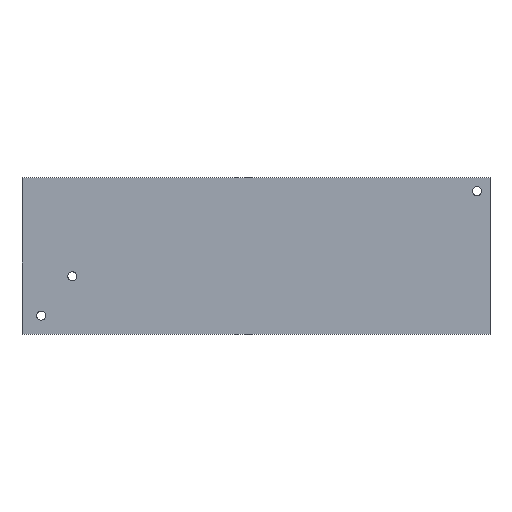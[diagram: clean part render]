
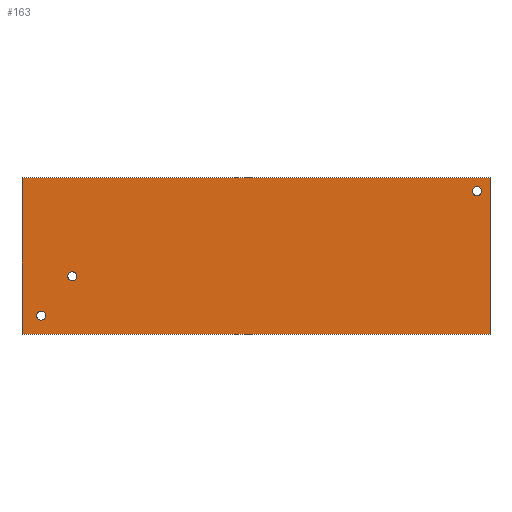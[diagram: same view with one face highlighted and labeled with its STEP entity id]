
A CAD part, top view. The second image highlights one B-rep face of the part: STEP entity #163.
In plain terms, the highlighted planar face has unit normal (0, 0, 1).
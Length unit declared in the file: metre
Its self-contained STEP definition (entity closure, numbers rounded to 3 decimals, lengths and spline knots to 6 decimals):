
#13=CIRCLE('',#182,0.003175);
#15=CIRCLE('',#185,0.003175);
#17=CIRCLE('',#189,0.003175);
#50=ORIENTED_EDGE('',*,*,#57,.F.);
#51=ORIENTED_EDGE('',*,*,#61,.T.);
#52=ORIENTED_EDGE('',*,*,#64,.T.);
#53=ORIENTED_EDGE('',*,*,#71,.F.);
#54=ORIENTED_EDGE('',*,*,#70,.F.);
#55=ORIENTED_EDGE('',*,*,#68,.F.);
#56=ORIENTED_EDGE('',*,*,#74,.F.);
#57=EDGE_CURVE('',#75,#76,#89,.T.);
#61=EDGE_CURVE('',#75,#79,#93,.T.);
#64=EDGE_CURVE('',#79,#81,#96,.T.);
#68=EDGE_CURVE('',#84,#84,#13,.T.);
#70=EDGE_CURVE('',#86,#86,#15,.T.);
#71=EDGE_CURVE('',#76,#81,#99,.T.);
#74=EDGE_CURVE('',#88,#88,#17,.T.);
#75=VERTEX_POINT('',#239);
#76=VERTEX_POINT('',#240);
#79=VERTEX_POINT('',#248);
#81=VERTEX_POINT('',#254);
#84=VERTEX_POINT('',#262);
#86=VERTEX_POINT('',#267);
#88=VERTEX_POINT('',#275);
#89=LINE('',#238,#101);
#93=LINE('',#247,#105);
#96=LINE('',#253,#108);
#99=LINE('',#269,#111);
#101=VECTOR('',#196,1.);
#105=VECTOR('',#202,1.);
#108=VECTOR('',#207,1.);
#111=VECTOR('',#224,1.);
#127=EDGE_LOOP('',(#50,#51,#52,#53));
#128=EDGE_LOOP('',(#54));
#129=EDGE_LOOP('',(#55));
#130=EDGE_LOOP('',(#56));
#145=FACE_BOUND('',#127,.T.);
#146=FACE_BOUND('',#128,.T.);
#147=FACE_BOUND('',#129,.T.);
#148=FACE_BOUND('',#130,.T.);
#154=PLANE('',#191);
#163=ADVANCED_FACE('',(#145,#146,#147,#148),#154,.T.);
#182=AXIS2_PLACEMENT_3D('',#261,#214,#215);
#185=AXIS2_PLACEMENT_3D('',#266,#220,#221);
#189=AXIS2_PLACEMENT_3D('',#274,#230,#231);
#191=AXIS2_PLACEMENT_3D('',#277,#234,#235);
#196=DIRECTION('',(0.,-1.,0.));
#202=DIRECTION('',(-1.,0.,0.));
#207=DIRECTION('',(0.,-1.,0.));
#214=DIRECTION('',(0.,0.,1.));
#215=DIRECTION('',(0.,-1.,0.));
#220=DIRECTION('',(0.,0.,1.));
#221=DIRECTION('',(0.,-1.,0.));
#224=DIRECTION('',(-1.,0.,0.));
#230=DIRECTION('',(0.,0.,1.));
#231=DIRECTION('',(0.,-1.,0.));
#234=DIRECTION('',(0.,0.,1.));
#235=DIRECTION('',(1.,0.,0.));
#238=CARTESIAN_POINT('',(0.31808,-0.080926,-0.00381));
#239=CARTESIAN_POINT('',(0.31808,-0.02092,-0.00381));
#240=CARTESIAN_POINT('',(0.31808,-0.13008,-0.00381));
#247=CARTESIAN_POINT('',(0.312503,-0.02092,-0.00381));
#248=CARTESIAN_POINT('',(-0.00908,-0.02092,-0.00381));
#253=CARTESIAN_POINT('',(-0.00908,-0.070535,-0.00381));
#254=CARTESIAN_POINT('',(-0.00908,-0.13008,-0.00381));
#261=CARTESIAN_POINT('',(0.02613,-0.08972,-0.00381));
#262=CARTESIAN_POINT('',(0.02613,-0.092895,-0.00381));
#266=CARTESIAN_POINT('',(0.30902,-0.03015,-0.00381));
#267=CARTESIAN_POINT('',(0.30902,-0.033325,-0.00381));
#269=CARTESIAN_POINT('',(-0.002991,-0.13008,-0.00381));
#274=CARTESIAN_POINT('',(0.00426,-0.11715,-0.00381));
#275=CARTESIAN_POINT('',(0.00426,-0.120325,-0.00381));
#277=CARTESIAN_POINT('',(0.1545,-0.0755,-0.00381));
